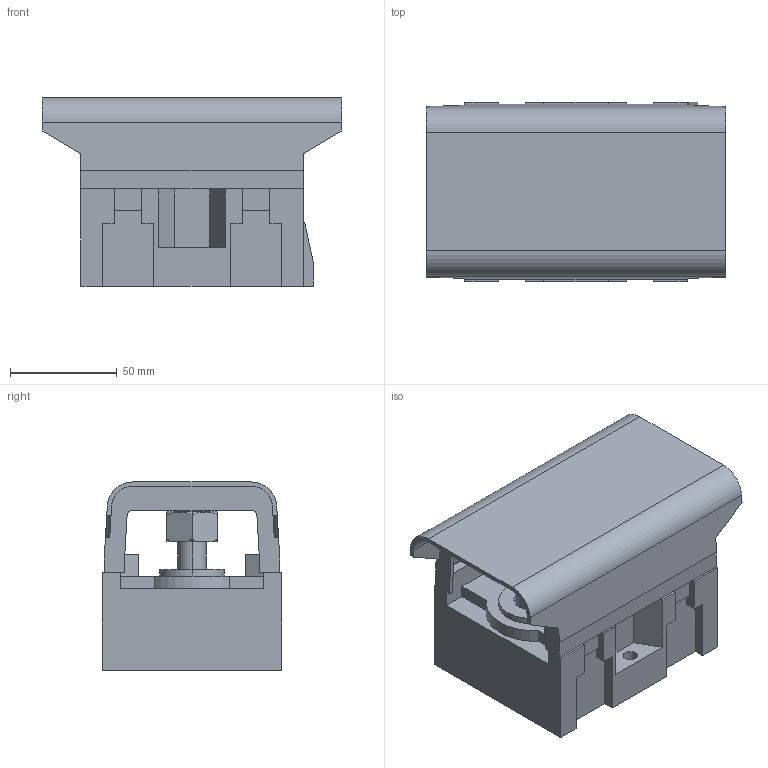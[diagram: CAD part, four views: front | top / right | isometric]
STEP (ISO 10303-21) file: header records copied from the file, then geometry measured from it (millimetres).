
FILE_DESCRIPTION((''),'2;1');
FILE_NAME('UTD600','2018-03-03T',('Administrator'),(''),'PRO/ENGINEER BY PARAMETRIC TECHNOLOGY CORPORATION, 2008380','PRO/ENGINEER BY PARAMETRIC TECHNOLOGY CORPORATION, 2008380','');
FILE_SCHEMA(('CONFIG_CONTROL_DESIGN'));
Length unit declared in the file: millimetre
Products named in the file (1): UTD600
Bounding box: 140 x 84 x 88.1 mm (x, y, z)
Volume: 423744.9 mm3; surface area: 96396.4 mm2
Topology: 2 solids, 2 shells, 207 faces, 568 edges, 376 vertices
Faces by surface type: plane 165, cylinder 34, torus 8
Entity records: 6950 total; most frequent: CARTESIAN_POINT 1603, ORIENTED_EDGE 1136, DIRECTION 1042, EDGE_CURVE 568, VECTOR 460, LINE 460, VERTEX_POINT 376, AXIS2_PLACEMENT_3D 291
